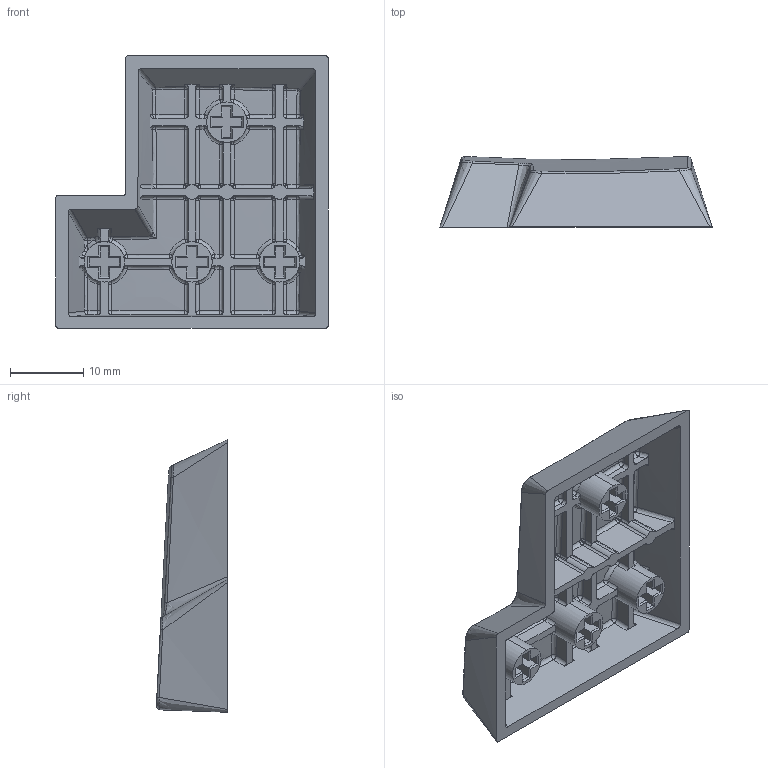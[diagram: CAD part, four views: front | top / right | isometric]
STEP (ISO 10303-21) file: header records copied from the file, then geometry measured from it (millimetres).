
FILE_DESCRIPTION (( 'STEP AP214' ), '1' );
FILE_NAME ('BABS.STEP', '2023-01-18T20:06:50', ( '' ), ( '' ), 'SwSTEP 2.0', 'SolidWorks 2019', '' );
FILE_SCHEMA (( 'AUTOMOTIVE_DESIGN' ));
Length unit declared in the file: millimetre
Products named in the file (1): BABS
Bounding box: 37.15 x 9.66 x 37.15 mm (x, y, z)
Volume: 4066.7 mm3; surface area: 5145 mm2
Topology: 1 solids, 1 shells, 551 faces, 1327 edges, 761 vertices
Faces by surface type: bspline 181, plane 178, cylinder 101, sphere 91
Entity records: 18940 total; most frequent: CARTESIAN_POINT 7795, ORIENTED_EDGE 2552, DIRECTION 2004, EDGE_CURVE 1276, AXIS2_PLACEMENT_3D 780, VERTEX_POINT 732, EDGE_LOOP 556, ADVANCED_FACE 551
